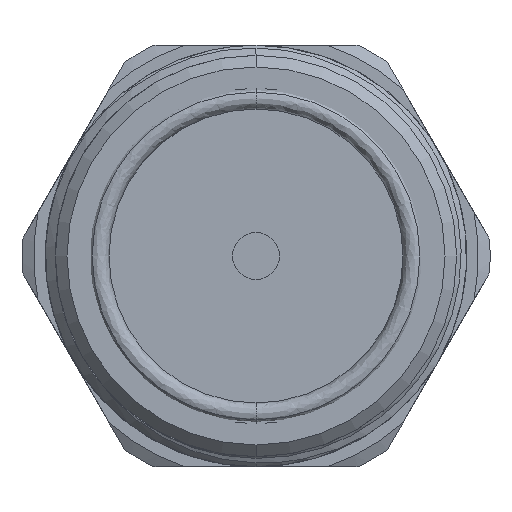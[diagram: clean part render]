
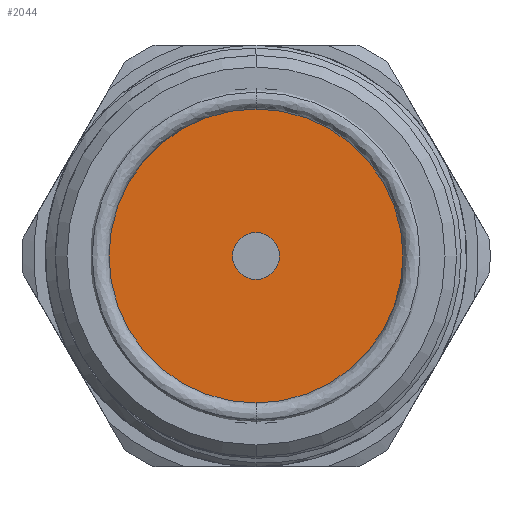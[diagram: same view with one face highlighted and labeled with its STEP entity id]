
A CAD part, front view. The second image highlights one B-rep face of the part: STEP entity #2044.
In plain terms, the highlighted planar face has unit normal (0, -1, 0).
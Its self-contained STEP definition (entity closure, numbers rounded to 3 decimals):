
#206 = DIRECTION ( 'NONE',  ( 0., -1., 0. ) ) ;
#210 = AXIS2_PLACEMENT_3D ( 'NONE', #1167, #5204, #2435 ) ;
#1167 = CARTESIAN_POINT ( 'NONE',  ( 0., -5.6, 0. ) ) ;
#1365 = AXIS2_PLACEMENT_3D ( 'NONE', #4444, #5440, #5400 ) ;
#1423 = ORIENTED_EDGE ( 'NONE', *, *, #5162, .T. ) ;
#1560 = ORIENTED_EDGE ( 'NONE', *, *, #8334, .T. ) ;
#2044 = ADVANCED_FACE ( 'NONE', ( #3515, #5166 ), #4719, .T. ) ;
#2143 = EDGE_CURVE ( 'NONE', #7038, #7955, #5648, .T. ) ;
#2232 = CARTESIAN_POINT ( 'NONE',  ( 0., -5.6, 14. ) ) ;
#2414 = AXIS2_PLACEMENT_3D ( 'NONE', #4209, #206, #4868 ) ;
#2435 = DIRECTION ( 'NONE',  ( 0., 0., -1. ) ) ;
#2872 = CARTESIAN_POINT ( 'NONE',  ( 0., -5.6, -2. ) ) ;
#3188 = AXIS2_PLACEMENT_3D ( 'NONE', #6516, #6528, #6537 ) ;
#3443 = EDGE_LOOP ( 'NONE', ( #1423, #1560 ) ) ;
#3515 = FACE_OUTER_BOUND ( 'NONE', #3443, .T. ) ;
#3762 = CARTESIAN_POINT ( 'NONE',  ( 0., -5.6, 2. ) ) ;
#4209 = CARTESIAN_POINT ( 'NONE',  ( 0., -5.6, 0. ) ) ;
#4444 = CARTESIAN_POINT ( 'NONE',  ( 0., -5.6, 0. ) ) ;
#4482 = DIRECTION ( 'NONE',  ( 0., 0., -1. ) ) ;
#4508 = DIRECTION ( 'NONE',  ( 0., 1., 0. ) ) ;
#4515 = CARTESIAN_POINT ( 'NONE',  ( 0., -5.6, 0. ) ) ;
#4684 = VERTEX_POINT ( 'NONE', #6203 ) ;
#4719 = PLANE ( 'NONE',  #1365 ) ;
#4777 = EDGE_CURVE ( 'NONE', #7955, #7038, #8399, .T. ) ;
#4868 = DIRECTION ( 'NONE',  ( 0., 0., -1. ) ) ;
#5162 = EDGE_CURVE ( 'NONE', #4684, #5691, #7897, .T. ) ;
#5166 = FACE_BOUND ( 'NONE', #7444, .T. ) ;
#5204 = DIRECTION ( 'NONE',  ( 0., -1., 0. ) ) ;
#5400 = DIRECTION ( 'NONE',  ( 0., 0., -1. ) ) ;
#5440 = DIRECTION ( 'NONE',  ( 0., -1., 0. ) ) ;
#5648 = CIRCLE ( 'NONE', #3188, 2. ) ;
#5691 = VERTEX_POINT ( 'NONE', #2232 ) ;
#5811 = ORIENTED_EDGE ( 'NONE', *, *, #4777, .T. ) ;
#6203 = CARTESIAN_POINT ( 'NONE',  ( 0., -5.6, -14. ) ) ;
#6516 = CARTESIAN_POINT ( 'NONE',  ( 0., -5.6, 0. ) ) ;
#6528 = DIRECTION ( 'NONE',  ( 0., 1., 0. ) ) ;
#6537 = DIRECTION ( 'NONE',  ( 0., 0., -1. ) ) ;
#6934 = CIRCLE ( 'NONE', #2414, 14. ) ;
#7038 = VERTEX_POINT ( 'NONE', #3762 ) ;
#7232 = AXIS2_PLACEMENT_3D ( 'NONE', #4515, #4508, #4482 ) ;
#7444 = EDGE_LOOP ( 'NONE', ( #5811, #8026 ) ) ;
#7897 = CIRCLE ( 'NONE', #210, 14. ) ;
#7955 = VERTEX_POINT ( 'NONE', #2872 ) ;
#8026 = ORIENTED_EDGE ( 'NONE', *, *, #2143, .T. ) ;
#8334 = EDGE_CURVE ( 'NONE', #5691, #4684, #6934, .T. ) ;
#8399 = CIRCLE ( 'NONE', #7232, 2. ) ;
